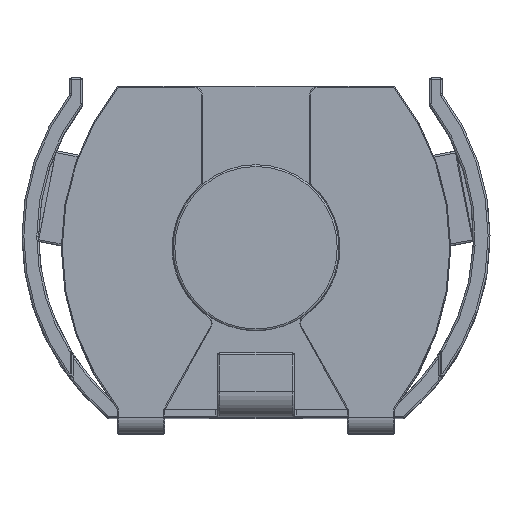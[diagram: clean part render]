
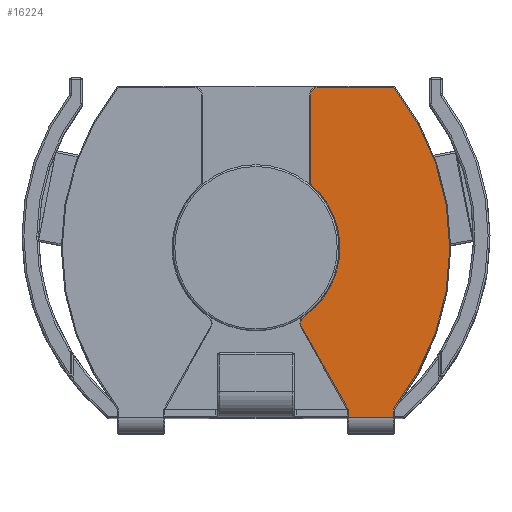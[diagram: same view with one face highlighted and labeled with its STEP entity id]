
A CAD part, top view. The second image highlights one B-rep face of the part: STEP entity #16224.
In plain terms, the highlighted face is planar.
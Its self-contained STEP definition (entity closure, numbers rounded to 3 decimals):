
#243 = CARTESIAN_POINT ( 'NONE',  ( -1.49, -1.836, -5.88 ) ) ;
#279 = EDGE_CURVE ( 'NONE', #1347, #21389, #17691, .T. ) ;
#411 = LINE ( 'NONE', #15134, #2594 ) ;
#1163 = DIRECTION ( 'NONE',  ( 0., 0., -1. ) ) ;
#1347 = VERTEX_POINT ( 'NONE', #22056 ) ;
#1356 = LINE ( 'NONE', #7293, #4543 ) ;
#1480 = DIRECTION ( 'NONE',  ( 0., 0., -1. ) ) ;
#1613 = VECTOR ( 'NONE', #19503, 1000. ) ;
#1686 = VERTEX_POINT ( 'NONE', #243 ) ;
#1896 = VERTEX_POINT ( 'NONE', #17399 ) ;
#2128 = LINE ( 'NONE', #9533, #8436 ) ;
#2253 = VERTEX_POINT ( 'NONE', #8823 ) ;
#2396 = LINE ( 'NONE', #2507, #20348 ) ;
#2507 = CARTESIAN_POINT ( 'NONE',  ( -0.59, 0., -5.88 ) ) ;
#2534 = CARTESIAN_POINT ( 'NONE',  ( -0.498, -0.862, -5.88 ) ) ;
#2568 = CARTESIAN_POINT ( 'NONE',  ( 0.705, 1.74, -5.88 ) ) ;
#2594 = VECTOR ( 'NONE', #5983, 1000. ) ;
#2957 = EDGE_CURVE ( 'NONE', #17360, #3619, #19935, .T. ) ;
#3172 = CIRCLE ( 'NONE', #20932, 0.09 ) ;
#3493 = ORIENTED_EDGE ( 'NONE', *, *, #2957, .T. ) ;
#3619 = VERTEX_POINT ( 'NONE', #23966 ) ;
#3670 = ORIENTED_EDGE ( 'NONE', *, *, #8824, .T. ) ;
#3810 = CARTESIAN_POINT ( 'NONE',  ( -0.59, 0.693, -5.88 ) ) ;
#4423 = EDGE_CURVE ( 'NONE', #19629, #2253, #1356, .T. ) ;
#4454 = CIRCLE ( 'NONE', #10259, 0.09 ) ;
#4506 = CARTESIAN_POINT ( 'NONE',  ( -0.68, 1.74, -5.88 ) ) ;
#4543 = VECTOR ( 'NONE', #5132, 1000. ) ;
#4765 = CARTESIAN_POINT ( 'NONE',  ( -0.576, -0.818, -5.88 ) ) ;
#5062 = CARTESIAN_POINT ( 'NONE',  ( -1.49, -1.747, -5.88 ) ) ;
#5108 = EDGE_CURVE ( 'NONE', #13279, #19629, #411, .T. ) ;
#5132 = DIRECTION ( 'NONE',  ( 0., -1., 0. ) ) ;
#5983 = DIRECTION ( 'NONE',  ( -0.491, -0.871, 0. ) ) ;
#6044 = DIRECTION ( 'NONE',  ( 1., 0., 0. ) ) ;
#7069 = CARTESIAN_POINT ( 'NONE',  ( -0.576, -0.818, -5.88 ) ) ;
#7247 = ORIENTED_EDGE ( 'NONE', *, *, #16282, .T. ) ;
#7249 = EDGE_CURVE ( 'NONE', #1686, #8341, #7963, .T. ) ;
#7266 = EDGE_CURVE ( 'NONE', #8341, #1347, #10913, .T. ) ;
#7293 = CARTESIAN_POINT ( 'NONE',  ( -0.997, 0., -5.88 ) ) ;
#7590 = ORIENTED_EDGE ( 'NONE', *, *, #7249, .T. ) ;
#7963 = LINE ( 'NONE', #11364, #14386 ) ;
#8341 = VERTEX_POINT ( 'NONE', #5062 ) ;
#8436 = VECTOR ( 'NONE', #16866, 1000. ) ;
#8709 = CARTESIAN_POINT ( 'NONE',  ( 0., 0., -5.88 ) ) ;
#8823 = CARTESIAN_POINT ( 'NONE',  ( -0.997, -1.836, -5.88 ) ) ;
#8824 = EDGE_CURVE ( 'NONE', #3619, #19916, #3172, .T. ) ;
#9533 = CARTESIAN_POINT ( 'NONE',  ( -0.987, -1.836, -5.88 ) ) ;
#10259 = AXIS2_PLACEMENT_3D ( 'NONE', #7069, #1480, #10660 ) ;
#10315 = DIRECTION ( 'NONE',  ( 1., 0., 0. ) ) ;
#10621 = CARTESIAN_POINT ( 'NONE',  ( 0.705, 0., -5.88 ) ) ;
#10660 = DIRECTION ( 'NONE',  ( 1., 0., 0. ) ) ;
#10838 = EDGE_LOOP ( 'NONE', ( #7247, #7590, #19748, #14668, #19040, #12795, #3493, #3670, #13631, #11962, #14718 ) ) ;
#10913 = CIRCLE ( 'NONE', #20568, 2.805 ) ;
#11014 = DIRECTION ( 'NONE',  ( 0., 0., -1. ) ) ;
#11364 = CARTESIAN_POINT ( 'NONE',  ( -1.49, 0., -5.88 ) ) ;
#11593 = DIRECTION ( 'NONE',  ( 0., 1., 0. ) ) ;
#11962 = ORIENTED_EDGE ( 'NONE', *, *, #5108, .T. ) ;
#12422 = DIRECTION ( 'NONE',  ( 1., 0., 0. ) ) ;
#12795 = ORIENTED_EDGE ( 'NONE', *, *, #20395, .T. ) ;
#13279 = VERTEX_POINT ( 'NONE', #2534 ) ;
#13631 = ORIENTED_EDGE ( 'NONE', *, *, #19207, .T. ) ;
#13706 = AXIS2_PLACEMENT_3D ( 'NONE', #18389, #11014, #20220 ) ;
#14386 = VECTOR ( 'NONE', #11593, 1000. ) ;
#14668 = ORIENTED_EDGE ( 'NONE', *, *, #279, .T. ) ;
#14718 = ORIENTED_EDGE ( 'NONE', *, *, #4423, .T. ) ;
#14919 = CARTESIAN_POINT ( 'NONE',  ( -0.486, -0.818, -5.88 ) ) ;
#15134 = CARTESIAN_POINT ( 'NONE',  ( 0.162, 0.307, -5.88 ) ) ;
#16224 = ADVANCED_FACE ( 'NONE', ( #21021 ), #20172, .F. ) ;
#16282 = EDGE_CURVE ( 'NONE', #2253, #1686, #2128, .T. ) ;
#16387 = DIRECTION ( 'NONE',  ( 0., 0., 1. ) ) ;
#16393 = DIRECTION ( 'NONE',  ( 1., 0., 0. ) ) ;
#16866 = DIRECTION ( 'NONE',  ( -1., 0., 0. ) ) ;
#17360 = VERTEX_POINT ( 'NONE', #3810 ) ;
#17399 = CARTESIAN_POINT ( 'NONE',  ( -0.59, 1.65, -5.88 ) ) ;
#17691 = LINE ( 'NONE', #2568, #1613 ) ;
#17973 = DIRECTION ( 'NONE',  ( 0., 0., 1. ) ) ;
#18389 = CARTESIAN_POINT ( 'NONE',  ( -0.68, 1.65, -5.88 ) ) ;
#18845 = DIRECTION ( 'NONE',  ( 0., -1., 0. ) ) ;
#19040 = ORIENTED_EDGE ( 'NONE', *, *, #19242, .T. ) ;
#19207 = EDGE_CURVE ( 'NONE', #19916, #13279, #4454, .T. ) ;
#19242 = EDGE_CURVE ( 'NONE', #21389, #1896, #22623, .T. ) ;
#19503 = DIRECTION ( 'NONE',  ( 1., 0., 0. ) ) ;
#19547 = CARTESIAN_POINT ( 'NONE',  ( 0.705, 0., -5.88 ) ) ;
#19629 = VERTEX_POINT ( 'NONE', #23829 ) ;
#19748 = ORIENTED_EDGE ( 'NONE', *, *, #7266, .T. ) ;
#19890 = DIRECTION ( 'NONE',  ( 0., 0., -1. ) ) ;
#19916 = VERTEX_POINT ( 'NONE', #14919 ) ;
#19935 = CIRCLE ( 'NONE', #22231, 0.91 ) ;
#20172 = PLANE ( 'NONE',  #22239 ) ;
#20220 = DIRECTION ( 'NONE',  ( 1., 0., 0. ) ) ;
#20348 = VECTOR ( 'NONE', #18845, 1000. ) ;
#20395 = EDGE_CURVE ( 'NONE', #1896, #17360, #2396, .T. ) ;
#20568 = AXIS2_PLACEMENT_3D ( 'NONE', #19547, #1163, #6044 ) ;
#20932 = AXIS2_PLACEMENT_3D ( 'NONE', #4765, #19890, #10315 ) ;
#21021 = FACE_OUTER_BOUND ( 'NONE', #10838, .T. ) ;
#21389 = VERTEX_POINT ( 'NONE', #4506 ) ;
#22056 = CARTESIAN_POINT ( 'NONE',  ( -1.495, 1.74, -5.88 ) ) ;
#22231 = AXIS2_PLACEMENT_3D ( 'NONE', #8709, #16387, #12422 ) ;
#22239 = AXIS2_PLACEMENT_3D ( 'NONE', #10621, #17973, #16393 ) ;
#22623 = CIRCLE ( 'NONE', #13706, 0.09 ) ;
#23829 = CARTESIAN_POINT ( 'NONE',  ( -0.997, -1.747, -5.88 ) ) ;
#23966 = CARTESIAN_POINT ( 'NONE',  ( -0.524, -0.744, -5.88 ) ) ;
